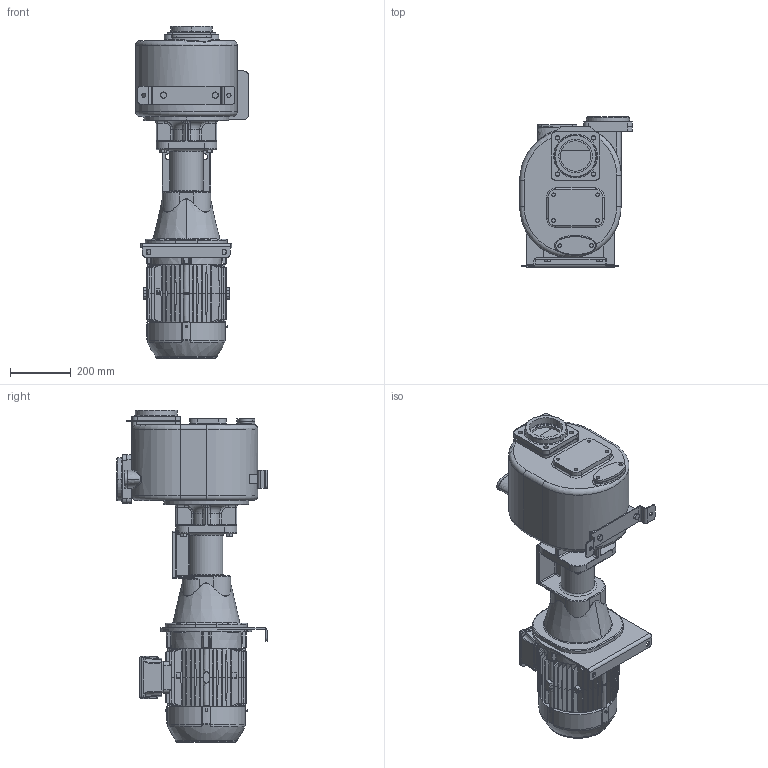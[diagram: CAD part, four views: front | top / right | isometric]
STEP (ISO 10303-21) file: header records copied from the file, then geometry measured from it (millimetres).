
FILE_DESCRIPTION((''),'2;1');
FILE_NAME('S105_K_BBT-0000054925_2A','2021-12-13T10:06:53',('Nicola'),(''),'CREO PARAMETRIC BY PTC INC, 2020354','CREO PARAMETRIC BY PTC INC, 2020354','');
FILE_SCHEMA(('CONFIG_CONTROL_DESIGN'));
Products named in the file (1): S105_K_BBT-0000054925_2A
Bounding box: 371 x 494.5 x 1093.2 mm (x, y, z)
Volume: 61053054.6 mm3; surface area: 1872190.9 mm2
Topology: 1 solids, 1 shells, 2948 faces, 7260 edges, 4623 vertices
Faces by surface type: plane 2115, cylinder 380, cone 212, bspline 143, torus 83, sphere 11, extrusion 4
Entity records: 106935 total; most frequent: CARTESIAN_POINT 38927, ORIENTED_EDGE 14490, DIRECTION 13017, EDGE_CURVE 7245, VECTOR 4863, LINE 4859, VERTEX_POINT 4623, AXIS2_PLACEMENT_3D 4077
